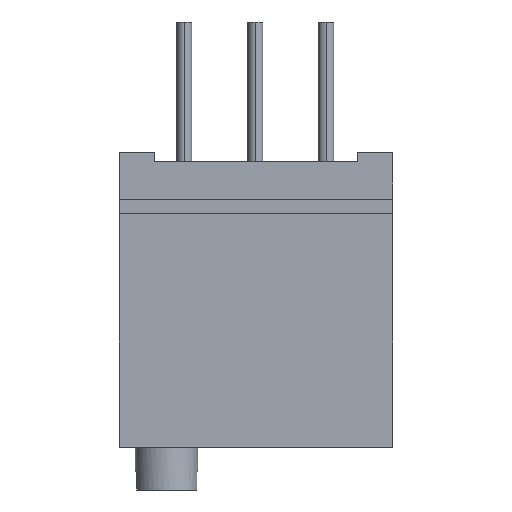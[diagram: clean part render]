
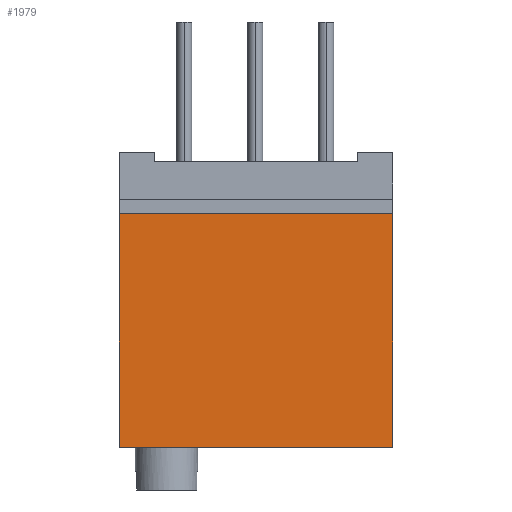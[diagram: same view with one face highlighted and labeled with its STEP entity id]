
A CAD part, front view. The second image highlights one B-rep face of the part: STEP entity #1979.
In plain terms, the highlighted planar face has unit normal (0, -1, 0).
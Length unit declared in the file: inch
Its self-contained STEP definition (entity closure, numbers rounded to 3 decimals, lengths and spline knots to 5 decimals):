
#363=DIRECTION('',(1.,0.,0.));
#364=VECTOR('',#363,0.385);
#365=CARTESIAN_POINT('',(-0.1925,0.,0.144));
#366=LINE('',#365,#364);
#367=DIRECTION('',(0.,0.,-1.));
#368=VECTOR('',#367,0.33);
#369=CARTESIAN_POINT('',(0.1925,0.,0.144));
#370=LINE('',#369,#368);
#371=DIRECTION('',(-1.,0.,0.));
#372=VECTOR('',#371,0.385);
#373=CARTESIAN_POINT('',(0.1925,0.,-0.186));
#374=LINE('',#373,#372);
#375=DIRECTION('',(0.,0.,1.));
#376=VECTOR('',#375,0.33);
#377=CARTESIAN_POINT('',(-0.1925,0.,-0.186));
#378=LINE('',#377,#376);
#1157=CARTESIAN_POINT('',(0.1925,0.,-0.186));
#1158=CARTESIAN_POINT('',(-0.1925,0.,-0.186));
#1159=VERTEX_POINT('',#1157);
#1160=VERTEX_POINT('',#1158);
#1173=CARTESIAN_POINT('',(-0.1925,0.,0.144));
#1174=CARTESIAN_POINT('',(0.1925,0.,0.144));
#1175=VERTEX_POINT('',#1173);
#1176=VERTEX_POINT('',#1174);
#1966=CARTESIAN_POINT('',(0.,0.,0.));
#1967=DIRECTION('',(0.,1.,0.));
#1968=DIRECTION('',(1.,0.,0.));
#1969=AXIS2_PLACEMENT_3D('',#1966,#1967,#1968);
#1970=PLANE('',#1969);
#1971=ORIENTED_EDGE('',*,*,#1956,.T.);
#1973=ORIENTED_EDGE('',*,*,#1972,.T.);
#1975=ORIENTED_EDGE('',*,*,#1974,.T.);
#1976=ORIENTED_EDGE('',*,*,#1937,.T.);
#1977=EDGE_LOOP('',(#1971,#1973,#1975,#1976));
#1978=FACE_OUTER_BOUND('',#1977,.F.);
#1979=ADVANCED_FACE('',(#1978),#1970,.F.);
#1937=EDGE_CURVE('',#1160,#1175,#378,.T.);
#1956=EDGE_CURVE('',#1175,#1176,#366,.T.);
#1972=EDGE_CURVE('',#1176,#1159,#370,.T.);
#1974=EDGE_CURVE('',#1159,#1160,#374,.T.);
